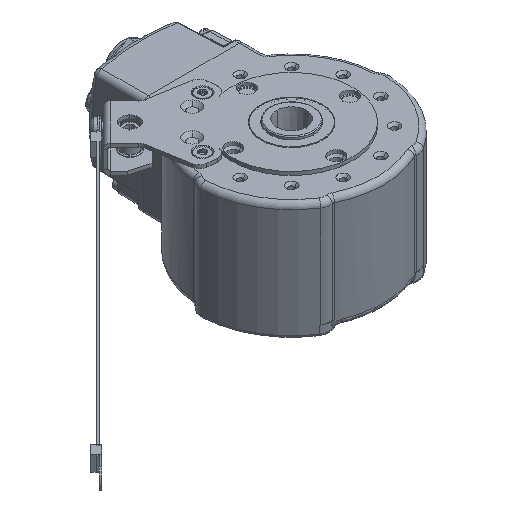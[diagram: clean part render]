
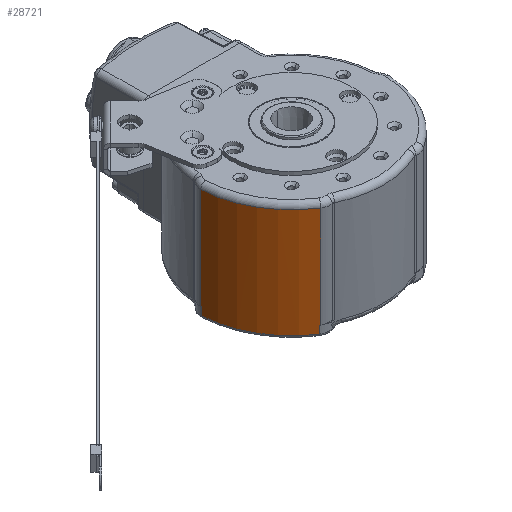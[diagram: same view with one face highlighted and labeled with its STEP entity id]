
A CAD part, isometric view. The second image highlights one B-rep face of the part: STEP entity #28721.
In plain terms, the highlighted cylindrical face has radius 55 mm (diameter 110 mm), a partial arc.
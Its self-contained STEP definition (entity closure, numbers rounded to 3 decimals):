
#6164=DIRECTION('',(0.,0.,-1.));
#6165=VECTOR('',#6164,58.5);
#6166=CARTESIAN_POINT('',(-54.944,-2.477,8.3));
#6167=LINE('',#6166,#6165);
#6173=CARTESIAN_POINT('',(0.,0.,8.3));
#6174=DIRECTION('',(0.,0.,-1.));
#6175=DIRECTION('',(-0.538,-0.843,0.));
#6176=AXIS2_PLACEMENT_3D('',#6173,#6174,#6175);
#6178=DIRECTION('',(0.,0.,-1.));
#6179=VECTOR('',#6178,4.5);
#6180=CARTESIAN_POINT('',(-30.051,-46.064,-50.2));
#6181=LINE('',#6180,#6179);
#6182=CARTESIAN_POINT('',(0.,0.,-54.7));
#6183=DIRECTION('',(0.,0.,-1.));
#6184=DIRECTION('',(-0.546,-0.838,0.));
#6185=AXIS2_PLACEMENT_3D('',#6182,#6183,#6184);
#6187=DIRECTION('',(0.,0.,-1.));
#6188=VECTOR('',#6187,4.5);
#6189=CARTESIAN_POINT('',(-54.918,-2.993,-50.2));
#6190=LINE('',#6189,#6188);
#6821=CARTESIAN_POINT('',(0.,0.,-50.2));
#6822=DIRECTION('',(0.,0.,1.));
#6823=DIRECTION('',(-0.999,-0.045,0.));
#6824=AXIS2_PLACEMENT_3D('',#6821,#6822,#6823);
#7254=CARTESIAN_POINT('',(0.,0.,-50.2));
#7255=DIRECTION('',(0.,0.,1.));
#7256=DIRECTION('',(-0.546,-0.838,0.));
#7257=AXIS2_PLACEMENT_3D('',#7254,#7255,#7256);
#7264=DIRECTION('',(0.,0.,1.));
#7265=VECTOR('',#7264,58.5);
#7266=CARTESIAN_POINT('',(-29.617,-46.345,-50.2));
#7267=LINE('',#7266,#7265);
#18101=CARTESIAN_POINT('',(-30.051,-46.064,-54.7));
#18102=CARTESIAN_POINT('',(-54.918,-2.993,-54.7));
#18103=VERTEX_POINT('',#18101);
#18104=VERTEX_POINT('',#18102);
#20020=CARTESIAN_POINT('',(-29.617,-46.345,8.3));
#20021=CARTESIAN_POINT('',(-54.944,-2.477,8.3));
#20022=VERTEX_POINT('',#20020);
#20023=VERTEX_POINT('',#20021);
#20521=CARTESIAN_POINT('',(-29.617,-46.345,-50.2));
#20523=VERTEX_POINT('',#20521);
#20524=CARTESIAN_POINT('',(-54.944,-2.477,-50.2));
#20526=VERTEX_POINT('',#20524);
#20562=CARTESIAN_POINT('',(-54.918,-2.993,-50.2));
#20563=VERTEX_POINT('',#20562);
#20564=CARTESIAN_POINT('',(-30.051,-46.064,-50.2));
#20565=VERTEX_POINT('',#20564);
#28699=CARTESIAN_POINT('',(0.,0.,-56.2));
#28700=DIRECTION('',(0.,0.,1.));
#28701=DIRECTION('',(1.,0.,0.));
#28702=AXIS2_PLACEMENT_3D('',#28699,#28700,#28701);
#28703=CYLINDRICAL_SURFACE('',#28702,55.);
#28704=ORIENTED_EDGE('',*,*,#28682,.F.);
#28706=ORIENTED_EDGE('',*,*,#28705,.F.);
#28708=ORIENTED_EDGE('',*,*,#28707,.F.);
#28710=ORIENTED_EDGE('',*,*,#28709,.F.);
#28712=ORIENTED_EDGE('',*,*,#28711,.T.);
#28714=ORIENTED_EDGE('',*,*,#28713,.T.);
#28716=ORIENTED_EDGE('',*,*,#28715,.F.);
#28718=ORIENTED_EDGE('',*,*,#28717,.F.);
#28719=EDGE_LOOP('',(#28704,#28706,#28708,#28710,#28712,#28714,#28716,#28718));
#28720=FACE_OUTER_BOUND('',#28719,.F.);
#6177=CIRCLE('',#6176,55.);
#6186=CIRCLE('',#6185,55.);
#6825=CIRCLE('',#6824,55.);
#7258=CIRCLE('',#7257,55.);
#28682=EDGE_CURVE('',#20023,#20526,#6167,.T.);
#28705=EDGE_CURVE('',#20022,#20023,#6177,.T.);
#28707=EDGE_CURVE('',#20523,#20022,#7267,.T.);
#28709=EDGE_CURVE('',#20565,#20523,#7258,.T.);
#28711=EDGE_CURVE('',#20565,#18103,#6181,.T.);
#28713=EDGE_CURVE('',#18103,#18104,#6186,.T.);
#28715=EDGE_CURVE('',#20563,#18104,#6190,.T.);
#28717=EDGE_CURVE('',#20526,#20563,#6825,.T.);
#28721=ADVANCED_FACE('',(#28720),#28703,.T.);
